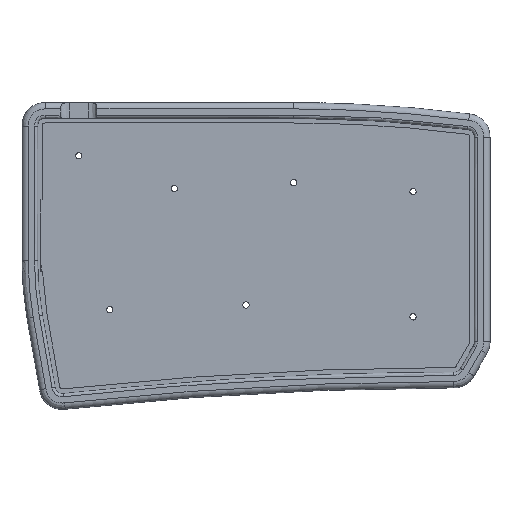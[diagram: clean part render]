
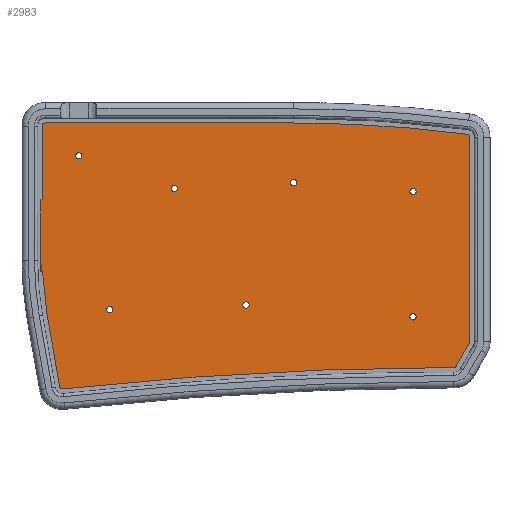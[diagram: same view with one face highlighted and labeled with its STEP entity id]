
A CAD part, top view. The second image highlights one B-rep face of the part: STEP entity #2983.
In plain terms, the highlighted planar face has unit normal (0, 0, 1).
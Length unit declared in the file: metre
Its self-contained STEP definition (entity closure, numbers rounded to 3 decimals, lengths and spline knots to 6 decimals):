
#81=CIRCLE('',#3169,0.001);
#82=CIRCLE('',#3170,0.001);
#83=CIRCLE('',#3171,0.001);
#84=CIRCLE('',#3172,0.001);
#85=CIRCLE('',#3173,0.001);
#86=CIRCLE('',#3174,0.001);
#87=CIRCLE('',#3175,0.001);
#191=PLANE('',#3168);
#392=B_SPLINE_CURVE_WITH_KNOTS('',3,(#7193,#7194,#7195,#7196),
 .UNSPECIFIED.,.F.,.F.,(4,4),(0.,1.),.UNSPECIFIED.);
#393=B_SPLINE_CURVE_WITH_KNOTS('',3,(#7199,#7200,#7201,#7202),
 .UNSPECIFIED.,.F.,.F.,(4,4),(0.,1.),.UNSPECIFIED.);
#394=B_SPLINE_CURVE_WITH_KNOTS('',3,(#7204,#7205,#7206,#7207),
 .UNSPECIFIED.,.F.,.F.,(4,4),(0.,1.),.UNSPECIFIED.);
#395=B_SPLINE_CURVE_WITH_KNOTS('',3,(#7209,#7210,#7211,#7212),
 .UNSPECIFIED.,.F.,.F.,(4,4),(0.,1.),.UNSPECIFIED.);
#396=B_SPLINE_CURVE_WITH_KNOTS('',3,(#7214,#7215,#7216,#7217),
 .UNSPECIFIED.,.F.,.F.,(4,4),(0.,1.),.UNSPECIFIED.);
#397=B_SPLINE_CURVE_WITH_KNOTS('',3,(#7219,#7220,#7221,#7222),
 .UNSPECIFIED.,.F.,.F.,(4,4),(0.,1.),.UNSPECIFIED.);
#398=B_SPLINE_CURVE_WITH_KNOTS('',3,(#7224,#7225,#7226,#7227),
 .UNSPECIFIED.,.F.,.F.,(4,4),(0.,1.),.UNSPECIFIED.);
#399=B_SPLINE_CURVE_WITH_KNOTS('',3,(#7229,#7230,#7231,#7232),
 .UNSPECIFIED.,.F.,.F.,(4,4),(0.,1.),.UNSPECIFIED.);
#400=B_SPLINE_CURVE_WITH_KNOTS('',3,(#7234,#7235,#7236,#7237),
 .UNSPECIFIED.,.F.,.F.,(4,4),(0.,1.),.UNSPECIFIED.);
#401=B_SPLINE_CURVE_WITH_KNOTS('',3,(#7239,#7240,#7241,#7242),
 .UNSPECIFIED.,.F.,.F.,(4,4),(0.,1.),.UNSPECIFIED.);
#402=B_SPLINE_CURVE_WITH_KNOTS('',3,(#7244,#7245,#7246,#7247),
 .UNSPECIFIED.,.F.,.F.,(4,4),(0.,1.),.UNSPECIFIED.);
#403=B_SPLINE_CURVE_WITH_KNOTS('',3,(#7249,#7250,#7251,#7252),
 .UNSPECIFIED.,.F.,.F.,(4,4),(0.,1.),.UNSPECIFIED.);
#404=B_SPLINE_CURVE_WITH_KNOTS('',3,(#7254,#7255,#7256,#7257),
 .UNSPECIFIED.,.F.,.F.,(4,4),(0.,1.),.UNSPECIFIED.);
#1018=ORIENTED_EDGE('',*,*,#1618,.T.);
#1019=ORIENTED_EDGE('',*,*,#1619,.T.);
#1020=ORIENTED_EDGE('',*,*,#1620,.T.);
#1021=ORIENTED_EDGE('',*,*,#1621,.T.);
#1022=ORIENTED_EDGE('',*,*,#1622,.T.);
#1023=ORIENTED_EDGE('',*,*,#1623,.T.);
#1024=ORIENTED_EDGE('',*,*,#1624,.T.);
#1025=ORIENTED_EDGE('',*,*,#1625,.T.);
#1026=ORIENTED_EDGE('',*,*,#1626,.T.);
#1027=ORIENTED_EDGE('',*,*,#1627,.T.);
#1028=ORIENTED_EDGE('',*,*,#1628,.T.);
#1029=ORIENTED_EDGE('',*,*,#1629,.T.);
#1030=ORIENTED_EDGE('',*,*,#1630,.T.);
#1031=ORIENTED_EDGE('',*,*,#1631,.T.);
#1032=ORIENTED_EDGE('',*,*,#1632,.T.);
#1033=ORIENTED_EDGE('',*,*,#1633,.T.);
#1034=ORIENTED_EDGE('',*,*,#1634,.T.);
#1035=ORIENTED_EDGE('',*,*,#1635,.T.);
#1036=ORIENTED_EDGE('',*,*,#1636,.T.);
#1037=ORIENTED_EDGE('',*,*,#1637,.T.);
#1618=EDGE_CURVE('',#1929,#1929,#81,.F.);
#1619=EDGE_CURVE('',#1930,#1930,#82,.F.);
#1620=EDGE_CURVE('',#1931,#1931,#83,.F.);
#1621=EDGE_CURVE('',#1932,#1932,#84,.F.);
#1622=EDGE_CURVE('',#1933,#1933,#85,.F.);
#1623=EDGE_CURVE('',#1934,#1934,#86,.F.);
#1624=EDGE_CURVE('',#1935,#1935,#87,.F.);
#1625=EDGE_CURVE('',#1936,#1937,#392,.T.);
#1626=EDGE_CURVE('',#1937,#1938,#393,.T.);
#1627=EDGE_CURVE('',#1938,#1939,#394,.T.);
#1628=EDGE_CURVE('',#1939,#1940,#395,.T.);
#1629=EDGE_CURVE('',#1940,#1941,#396,.T.);
#1630=EDGE_CURVE('',#1941,#1942,#397,.T.);
#1631=EDGE_CURVE('',#1942,#1943,#398,.T.);
#1632=EDGE_CURVE('',#1943,#1944,#399,.T.);
#1633=EDGE_CURVE('',#1944,#1945,#400,.T.);
#1634=EDGE_CURVE('',#1945,#1946,#401,.T.);
#1635=EDGE_CURVE('',#1946,#1947,#402,.T.);
#1636=EDGE_CURVE('',#1947,#1948,#403,.T.);
#1637=EDGE_CURVE('',#1948,#1936,#404,.T.);
#1929=VERTEX_POINT('',#7180);
#1930=VERTEX_POINT('',#7182);
#1931=VERTEX_POINT('',#7184);
#1932=VERTEX_POINT('',#7186);
#1933=VERTEX_POINT('',#7188);
#1934=VERTEX_POINT('',#7190);
#1935=VERTEX_POINT('',#7192);
#1936=VERTEX_POINT('',#7197);
#1937=VERTEX_POINT('',#7198);
#1938=VERTEX_POINT('',#7203);
#1939=VERTEX_POINT('',#7208);
#1940=VERTEX_POINT('',#7213);
#1941=VERTEX_POINT('',#7218);
#1942=VERTEX_POINT('',#7223);
#1943=VERTEX_POINT('',#7228);
#1944=VERTEX_POINT('',#7233);
#1945=VERTEX_POINT('',#7238);
#1946=VERTEX_POINT('',#7243);
#1947=VERTEX_POINT('',#7248);
#1948=VERTEX_POINT('',#7253);
#2374=EDGE_LOOP('',(#1018));
#2375=EDGE_LOOP('',(#1019));
#2376=EDGE_LOOP('',(#1020));
#2377=EDGE_LOOP('',(#1021));
#2378=EDGE_LOOP('',(#1022));
#2379=EDGE_LOOP('',(#1023));
#2380=EDGE_LOOP('',(#1024));
#2381=EDGE_LOOP('',(#1025,#1026,#1027,#1028,#1029,#1030,#1031,#1032,#1033,
#1034,#1035,#1036,#1037));
#2642=FACE_BOUND('',#2374,.T.);
#2643=FACE_BOUND('',#2375,.T.);
#2644=FACE_BOUND('',#2376,.T.);
#2645=FACE_BOUND('',#2377,.T.);
#2646=FACE_BOUND('',#2378,.T.);
#2647=FACE_BOUND('',#2379,.T.);
#2648=FACE_BOUND('',#2380,.T.);
#2649=FACE_BOUND('',#2381,.T.);
#2983=ADVANCED_FACE('',(#2642,#2643,#2644,#2645,#2646,#2647,#2648,#2649),
#191,.T.);
#3168=AXIS2_PLACEMENT_3D('',#7178,#3556,#3557);
#3169=AXIS2_PLACEMENT_3D('',#7179,#3558,#3559);
#3170=AXIS2_PLACEMENT_3D('',#7181,#3560,#3561);
#3171=AXIS2_PLACEMENT_3D('',#7183,#3562,#3563);
#3172=AXIS2_PLACEMENT_3D('',#7185,#3564,#3565);
#3173=AXIS2_PLACEMENT_3D('',#7187,#3566,#3567);
#3174=AXIS2_PLACEMENT_3D('',#7189,#3568,#3569);
#3175=AXIS2_PLACEMENT_3D('',#7191,#3570,#3571);
#3556=DIRECTION('',(0.,0.,1.));
#3557=DIRECTION('',(1.,0.,0.));
#3558=DIRECTION('',(0.,0.,1.));
#3559=DIRECTION('',(1.,0.,0.));
#3560=DIRECTION('',(0.,0.,1.));
#3561=DIRECTION('',(1.,0.,0.));
#3562=DIRECTION('',(0.,0.,1.));
#3563=DIRECTION('',(1.,0.,0.));
#3564=DIRECTION('',(0.,0.,1.));
#3565=DIRECTION('',(1.,0.,0.));
#3566=DIRECTION('',(0.,0.,1.));
#3567=DIRECTION('',(1.,0.,0.));
#3568=DIRECTION('',(0.,0.,1.));
#3569=DIRECTION('',(1.,0.,0.));
#3570=DIRECTION('',(0.,0.,1.));
#3571=DIRECTION('',(1.,0.,0.));
#7178=CARTESIAN_POINT('',(0.083217,-0.002215,-0.013));
#7179=CARTESIAN_POINT('',(0.09525,0.021217,-0.013));
#7180=CARTESIAN_POINT('',(0.09625,0.021217,-0.013));
#7181=CARTESIAN_POINT('',(0.05715,0.019312,-0.013));
#7182=CARTESIAN_POINT('',(0.05815,0.019312,-0.013));
#7183=CARTESIAN_POINT('',(0.026654,0.029804,-0.013));
#7184=CARTESIAN_POINT('',(0.027654,0.029804,-0.013));
#7185=CARTESIAN_POINT('',(0.13335,-0.021646,-0.013));
#7186=CARTESIAN_POINT('',(0.13435,-0.021646,-0.013));
#7187=CARTESIAN_POINT('',(0.13335,0.018359,-0.013));
#7188=CARTESIAN_POINT('',(0.13435,0.018359,-0.013));
#7189=CARTESIAN_POINT('',(0.08001,-0.017836,-0.013));
#7190=CARTESIAN_POINT('',(0.08101,-0.017836,-0.013));
#7191=CARTESIAN_POINT('',(0.036526,-0.019333,-0.013));
#7192=CARTESIAN_POINT('',(0.037526,-0.019333,-0.013));
#7193=CARTESIAN_POINT('',(0.016018,0.040734,-0.013));
#7194=CARTESIAN_POINT('',(0.014962,0.040734,-0.013));
#7195=CARTESIAN_POINT('',(0.014518,0.040293,-0.013));
#7196=CARTESIAN_POINT('',(0.014518,0.039234,-0.013));
#7197=CARTESIAN_POINT('',(0.016018,0.040734,-0.013));
#7198=CARTESIAN_POINT('',(0.014518,0.039234,-0.013));
#7199=CARTESIAN_POINT('',(0.014518,0.039234,-0.013));
#7200=CARTESIAN_POINT('',(0.014518,0.024894,-0.013));
#7201=CARTESIAN_POINT('',(0.014518,0.010553,-0.013));
#7202=CARTESIAN_POINT('',(0.014518,-0.003787,-0.013));
#7203=CARTESIAN_POINT('',(0.014518,-0.003787,-0.013));
#7204=CARTESIAN_POINT('',(0.014518,-0.003787,-0.013));
#7205=CARTESIAN_POINT('',(0.014518,-0.009591,-0.013));
#7206=CARTESIAN_POINT('',(0.015022,-0.01535,-0.013));
#7207=CARTESIAN_POINT('',(0.01603,-0.021065,-0.013));
#7208=CARTESIAN_POINT('',(0.01603,-0.021065,-0.013));
#7209=CARTESIAN_POINT('',(0.01603,-0.021065,-0.013));
#7210=CARTESIAN_POINT('',(0.017373,-0.028682,-0.013));
#7211=CARTESIAN_POINT('',(0.018716,-0.036299,-0.013));
#7212=CARTESIAN_POINT('',(0.020059,-0.043915,-0.013));
#7213=CARTESIAN_POINT('',(0.020059,-0.043915,-0.013));
#7214=CARTESIAN_POINT('',(0.020059,-0.043915,-0.013));
#7215=CARTESIAN_POINT('',(0.02023,-0.044884,-0.013));
#7216=CARTESIAN_POINT('',(0.020719,-0.045252,-0.013));
#7217=CARTESIAN_POINT('',(0.021698,-0.045146,-0.013));
#7218=CARTESIAN_POINT('',(0.021698,-0.045146,-0.013));
#7219=CARTESIAN_POINT('',(0.021698,-0.045146,-0.013));
#7220=CARTESIAN_POINT('',(0.06311,-0.040651,-0.013));
#7221=CARTESIAN_POINT('',(0.104644,-0.038369,-0.013));
#7222=CARTESIAN_POINT('',(0.146299,-0.0383,-0.013));
#7223=CARTESIAN_POINT('',(0.146299,-0.0383,-0.013));
#7224=CARTESIAN_POINT('',(0.146299,-0.0383,-0.013));
#7225=CARTESIAN_POINT('',(0.14689,-0.038299,-0.013));
#7226=CARTESIAN_POINT('',(0.147301,-0.03806,-0.013));
#7227=CARTESIAN_POINT('',(0.147595,-0.03755,-0.013));
#7228=CARTESIAN_POINT('',(0.147595,-0.03755,-0.013));
#7229=CARTESIAN_POINT('',(0.147595,-0.03755,-0.013));
#7230=CARTESIAN_POINT('',(0.148968,-0.035175,-0.013));
#7231=CARTESIAN_POINT('',(0.150341,-0.032799,-0.013));
#7232=CARTESIAN_POINT('',(0.151714,-0.030423,-0.013));
#7233=CARTESIAN_POINT('',(0.151714,-0.030423,-0.013));
#7234=CARTESIAN_POINT('',(0.151714,-0.030423,-0.013));
#7235=CARTESIAN_POINT('',(0.151848,-0.030191,-0.013));
#7236=CARTESIAN_POINT('',(0.151915,-0.029941,-0.013));
#7237=CARTESIAN_POINT('',(0.151915,-0.029673,-0.013));
#7238=CARTESIAN_POINT('',(0.151915,-0.029673,-0.013));
#7239=CARTESIAN_POINT('',(0.151915,-0.029673,-0.013));
#7240=CARTESIAN_POINT('',(0.151915,-0.007891,-0.013));
#7241=CARTESIAN_POINT('',(0.151915,0.01389,-0.013));
#7242=CARTESIAN_POINT('',(0.151915,0.035671,-0.013));
#7243=CARTESIAN_POINT('',(0.151915,0.035671,-0.013));
#7244=CARTESIAN_POINT('',(0.151915,0.035671,-0.013));
#7245=CARTESIAN_POINT('',(0.151915,0.036591,-0.013));
#7246=CARTESIAN_POINT('',(0.15152,0.03704,-0.013));
#7247=CARTESIAN_POINT('',(0.150608,0.037158,-0.013));
#7248=CARTESIAN_POINT('',(0.150608,0.037158,-0.013));
#7249=CARTESIAN_POINT('',(0.150608,0.037158,-0.013));
#7250=CARTESIAN_POINT('',(0.132232,0.039542,-0.013));
#7251=CARTESIAN_POINT('',(0.11378,0.040734,-0.013));
#7252=CARTESIAN_POINT('',(0.09525,0.040734,-0.013));
#7253=CARTESIAN_POINT('',(0.09525,0.040734,-0.013));
#7254=CARTESIAN_POINT('',(0.09525,0.040734,-0.013));
#7255=CARTESIAN_POINT('',(0.068839,0.040734,-0.013));
#7256=CARTESIAN_POINT('',(0.042429,0.040734,-0.013));
#7257=CARTESIAN_POINT('',(0.016018,0.040734,-0.013));
